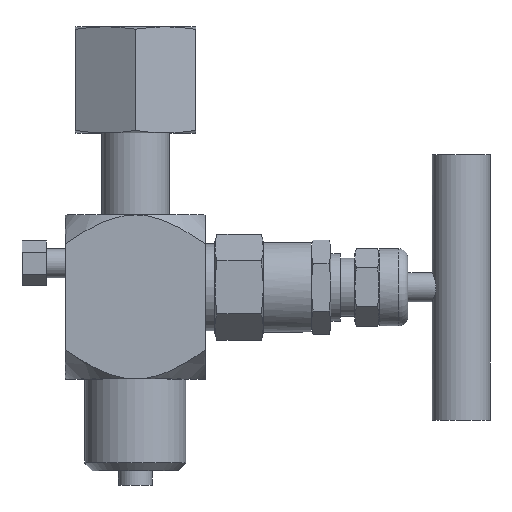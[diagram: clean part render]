
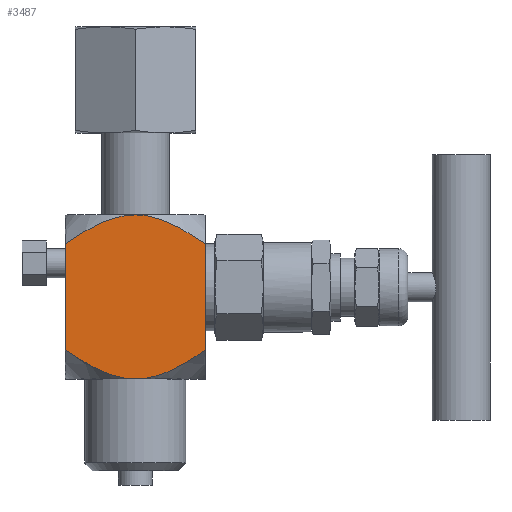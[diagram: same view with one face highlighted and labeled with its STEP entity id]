
A CAD part, top view. The second image highlights one B-rep face of the part: STEP entity #3487.
In plain terms, the highlighted planar face has unit normal (0, 0, 1).
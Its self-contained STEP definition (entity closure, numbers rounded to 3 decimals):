
#285=LINE('',#5643,#540);
#286=LINE('',#5669,#541);
#540=VECTOR('',#4547,10.);
#541=VECTOR('',#4568,10.);
#675=PLANE('',#3796);
#844=FACE_OUTER_BOUND('',#1076,.T.);
#1076=EDGE_LOOP('',(#2899,#2900,#2901,#2902,#2903,#2904));
#1345=(
BOUNDED_CURVE()
B_SPLINE_CURVE(2,(#5606,#5607,#5608),.UNSPECIFIED.,.F.,.F.)
B_SPLINE_CURVE_WITH_KNOTS((3,3),(1.67,3.918),
 .UNSPECIFIED.)
CURVE()
GEOMETRIC_REPRESENTATION_ITEM()
RATIONAL_B_SPLINE_CURVE((1.153,1.18,1.))
REPRESENTATION_ITEM('')
);
#1348=(
BOUNDED_CURVE()
B_SPLINE_CURVE(2,(#5620,#5621,#5622),.UNSPECIFIED.,.F.,.F.)
B_SPLINE_CURVE_WITH_KNOTS((3,3),(3.918,6.165),
 .UNSPECIFIED.)
CURVE()
GEOMETRIC_REPRESENTATION_ITEM()
RATIONAL_B_SPLINE_CURVE((1.,1.18,1.153))
REPRESENTATION_ITEM('')
);
#1354=(
BOUNDED_CURVE()
B_SPLINE_CURVE(2,(#5656,#5657,#5658),.UNSPECIFIED.,.F.,.F.)
B_SPLINE_CURVE_WITH_KNOTS((3,3),(1.103,3.143),
 .UNSPECIFIED.)
CURVE()
GEOMETRIC_REPRESENTATION_ITEM()
RATIONAL_B_SPLINE_CURVE((1.111,1.158,1.))
REPRESENTATION_ITEM('')
);
#1355=(
BOUNDED_CURVE()
B_SPLINE_CURVE(2,(#5661,#5662,#5663),.UNSPECIFIED.,.F.,.F.)
B_SPLINE_CURVE_WITH_KNOTS((3,3),(3.143,5.182),
 .UNSPECIFIED.)
CURVE()
GEOMETRIC_REPRESENTATION_ITEM()
RATIONAL_B_SPLINE_CURVE((1.,1.158,1.111))
REPRESENTATION_ITEM('')
);
#1633=VERTEX_POINT('',#5604);
#1634=VERTEX_POINT('',#5605);
#1636=VERTEX_POINT('',#5615);
#1639=VERTEX_POINT('',#5639);
#1641=VERTEX_POINT('',#5654);
#1642=VERTEX_POINT('',#5660);
#2064=EDGE_CURVE('',#1633,#1634,#1345,.T.);
#2068=EDGE_CURVE('',#1634,#1636,#1348,.T.);
#2076=EDGE_CURVE('',#1639,#1636,#285,.T.);
#2081=EDGE_CURVE('',#1639,#1641,#1354,.T.);
#2082=EDGE_CURVE('',#1641,#1642,#1355,.T.);
#2085=EDGE_CURVE('',#1642,#1633,#286,.T.);
#2899=ORIENTED_EDGE('',*,*,#2068,.T.);
#2900=ORIENTED_EDGE('',*,*,#2076,.F.);
#2901=ORIENTED_EDGE('',*,*,#2081,.T.);
#2902=ORIENTED_EDGE('',*,*,#2082,.T.);
#2903=ORIENTED_EDGE('',*,*,#2085,.T.);
#2904=ORIENTED_EDGE('',*,*,#2064,.T.);
#3487=ADVANCED_FACE('',(#844),#675,.T.);
#3796=AXIS2_PLACEMENT_3D('',#5668,#4566,#4567);
#4547=DIRECTION('',(0.,1.,0.));
#4566=DIRECTION('center_axis',(0.,0.,1.));
#4567=DIRECTION('ref_axis',(1.,0.,0.));
#4568=DIRECTION('',(0.,1.,0.));
#5604=CARTESIAN_POINT('',(14.5,27.994,14.5));
#5605=CARTESIAN_POINT('',(0.,34.,14.5));
#5606=CARTESIAN_POINT('Ctrl Pts',(14.5,27.994,14.5));
#5607=CARTESIAN_POINT('Ctrl Pts',(6.006,34.,14.5));
#5608=CARTESIAN_POINT('Ctrl Pts',(0.,34.,14.5));
#5615=CARTESIAN_POINT('',(-14.5,27.994,14.5));
#5620=CARTESIAN_POINT('Ctrl Pts',(0.,34.,14.5));
#5621=CARTESIAN_POINT('Ctrl Pts',(-6.006,34.,14.5));
#5622=CARTESIAN_POINT('Ctrl Pts',(-14.5,27.994,14.5));
#5639=CARTESIAN_POINT('',(-14.5,6.006,14.5));
#5643=CARTESIAN_POINT('',(-14.5,0.,14.5));
#5654=CARTESIAN_POINT('',(0.,0.,14.5));
#5656=CARTESIAN_POINT('Ctrl Pts',(-14.5,6.006,14.5));
#5657=CARTESIAN_POINT('Ctrl Pts',(-6.006,0.,
14.5));
#5658=CARTESIAN_POINT('Ctrl Pts',(0.,0.,14.5));
#5660=CARTESIAN_POINT('',(14.5,6.006,14.5));
#5661=CARTESIAN_POINT('Ctrl Pts',(0.,0.,14.5));
#5662=CARTESIAN_POINT('Ctrl Pts',(6.006,0.,
14.5));
#5663=CARTESIAN_POINT('Ctrl Pts',(14.5,6.006,14.5));
#5668=CARTESIAN_POINT('Origin',(-14.5,0.,14.5));
#5669=CARTESIAN_POINT('',(14.5,0.,14.5));
